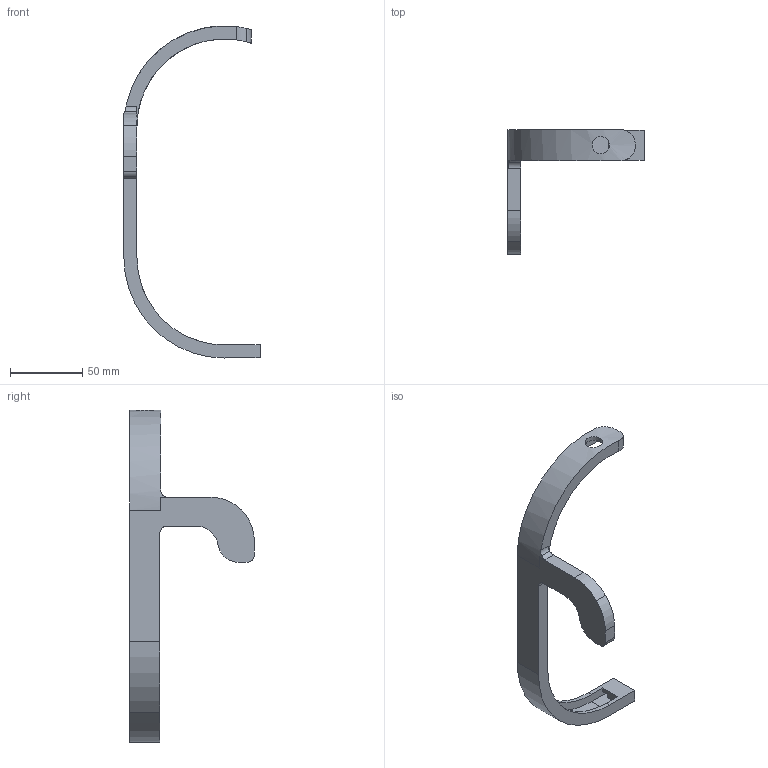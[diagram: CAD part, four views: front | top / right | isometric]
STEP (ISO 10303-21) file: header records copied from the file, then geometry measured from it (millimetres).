
FILE_DESCRIPTION(('CATIA V5 STEP Exchange','CAx-IF Rec.Pracs.--- Model Styling and Organization---1.4--- 2014-01-23','CAx-IF Rec.Pracs.---3D Tessellated Data Validation Properties---0.5---2014-09-14'),'2;1');
FILE_NAME('Sara''s stuff\left-whole.stp','2017-12-08T06:36:33+00:00',('none'),('none'),'CATIA Version 5-6 Release 2016 SP3 HF39','CATIA V5 STEP AP242','none');
FILE_SCHEMA(('AP242_MANAGED_MODEL_BASED_3D_ENGINEERING_MIM_LF {1 0 10303 442 1 1 4}'));
Length unit declared in the file: millimetre
Products named in the file (1): headset_amir
Bounding box: 94.2 x 86.18 x 229.67 mm (x, y, z)
Volume: 42582.2 mm3; surface area: 30570.9 mm2
Topology: 1 solids, 1 shells, 72 faces, 224 edges, 153 vertices
Faces by surface type: cylinder 43, plane 29
Entity records: 2843 total; most frequent: CARTESIAN_POINT 814, ORIENTED_EDGE 448, DIRECTION 323, EDGE_CURVE 224, VERTEX_POINT 153, AXIS2_PLACEMENT_3D 131, VECTOR 121, LINE 121
